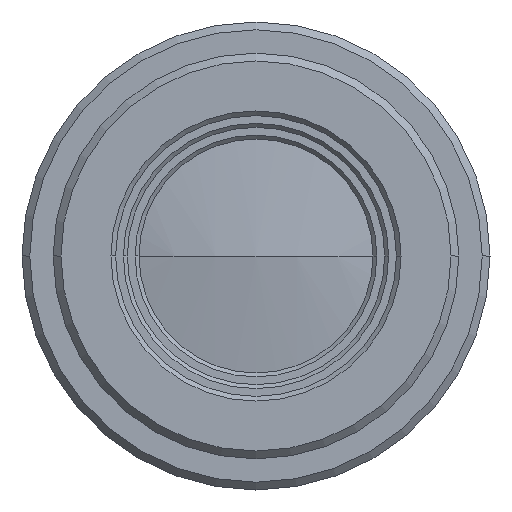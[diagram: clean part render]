
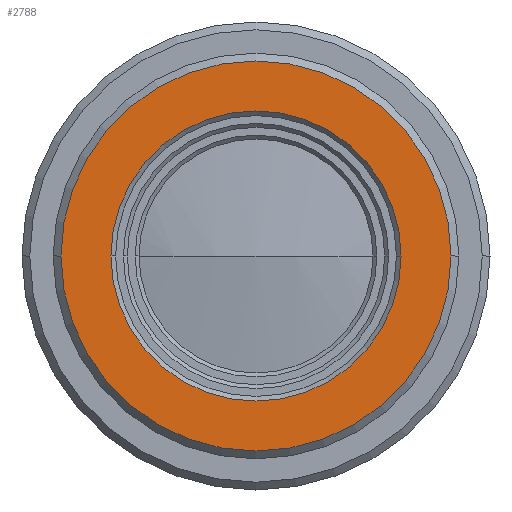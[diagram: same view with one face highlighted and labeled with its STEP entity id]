
A CAD part, left-side view. The second image highlights one B-rep face of the part: STEP entity #2788.
In plain terms, the highlighted planar face has unit normal (-1, 0, 0).
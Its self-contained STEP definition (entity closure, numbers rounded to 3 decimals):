
#140 = FACE_OUTER_BOUND ( 'NONE', #2153, .T. ) ;
#181 = CARTESIAN_POINT ( 'NONE',  ( -12., 0., 0. ) ) ;
#220 = CARTESIAN_POINT ( 'NONE',  ( -12., 0., 0. ) ) ;
#256 = DIRECTION ( 'NONE',  ( 0., -1., 0. ) ) ;
#393 = DIRECTION ( 'NONE',  ( 0., -1., 0. ) ) ;
#406 = VERTEX_POINT ( 'NONE', #1707 ) ;
#437 = DIRECTION ( 'NONE',  ( 0., -1., 0. ) ) ;
#476 = CARTESIAN_POINT ( 'NONE',  ( -12., 0., 0. ) ) ;
#548 = ORIENTED_EDGE ( 'NONE', *, *, #990, .F. ) ;
#681 = DIRECTION ( 'NONE',  ( 0., -1., 0. ) ) ;
#955 = EDGE_CURVE ( 'NONE', #2513, #2468, #1081, .T. ) ;
#990 = EDGE_CURVE ( 'NONE', #2468, #2513, #1584, .T. ) ;
#995 = AXIS2_PLACEMENT_3D ( 'NONE', #181, #1708, #393 ) ;
#1081 = CIRCLE ( 'NONE', #2296, 9.3 ) ;
#1135 = CIRCLE ( 'NONE', #2173, 12.5 ) ;
#1225 = CARTESIAN_POINT ( 'NONE',  ( -12., 12.5, 0. ) ) ;
#1233 = FACE_BOUND ( 'NONE', #1472, .T. ) ;
#1435 = CARTESIAN_POINT ( 'NONE',  ( -12., 12.5, 0. ) ) ;
#1437 = PLANE ( 'NONE',  #1642 ) ;
#1445 = DIRECTION ( 'NONE',  ( 0., 1., 0. ) ) ;
#1472 = EDGE_LOOP ( 'NONE', ( #2280, #548 ) ) ;
#1511 = CARTESIAN_POINT ( 'NONE',  ( -12., -9.3, 0. ) ) ;
#1584 = CIRCLE ( 'NONE', #2437, 9.3 ) ;
#1632 = ORIENTED_EDGE ( 'NONE', *, *, #2151, .T. ) ;
#1642 = AXIS2_PLACEMENT_3D ( 'NONE', #1225, #2719, #1445 ) ;
#1707 = CARTESIAN_POINT ( 'NONE',  ( -12., -12.5, 0. ) ) ;
#1708 = DIRECTION ( 'NONE',  ( -1., 0., 0. ) ) ;
#1746 = DIRECTION ( 'NONE',  ( -1., 0., 0. ) ) ;
#1750 = CIRCLE ( 'NONE', #995, 12.5 ) ;
#1767 = DIRECTION ( 'NONE',  ( -1., 0., 0. ) ) ;
#1937 = CARTESIAN_POINT ( 'NONE',  ( -12., 9.3, 0. ) ) ;
#1998 = VERTEX_POINT ( 'NONE', #1435 ) ;
#2010 = DIRECTION ( 'NONE',  ( -1., 0., 0. ) ) ;
#2151 = EDGE_CURVE ( 'NONE', #406, #1998, #1135, .T. ) ;
#2153 = EDGE_LOOP ( 'NONE', ( #2548, #1632 ) ) ;
#2173 = AXIS2_PLACEMENT_3D ( 'NONE', #220, #1746, #437 ) ;
#2280 = ORIENTED_EDGE ( 'NONE', *, *, #955, .F. ) ;
#2296 = AXIS2_PLACEMENT_3D ( 'NONE', #476, #2010, #256 ) ;
#2431 = CARTESIAN_POINT ( 'NONE',  ( -12., 0., 0. ) ) ;
#2437 = AXIS2_PLACEMENT_3D ( 'NONE', #2431, #1767, #681 ) ;
#2456 = EDGE_CURVE ( 'NONE', #1998, #406, #1750, .T. ) ;
#2468 = VERTEX_POINT ( 'NONE', #1937 ) ;
#2513 = VERTEX_POINT ( 'NONE', #1511 ) ;
#2548 = ORIENTED_EDGE ( 'NONE', *, *, #2456, .T. ) ;
#2719 = DIRECTION ( 'NONE',  ( 1., 0., 0. ) ) ;
#2788 = ADVANCED_FACE ( 'NONE', ( #1233, #140 ), #1437, .F. ) ;
